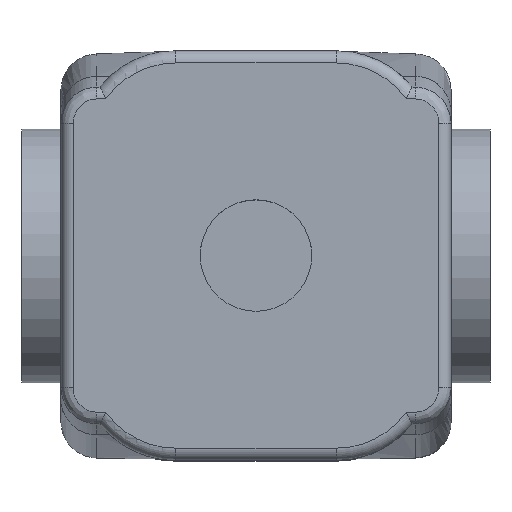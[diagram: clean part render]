
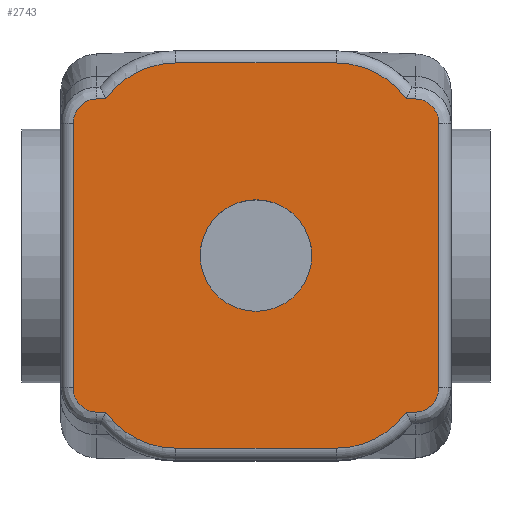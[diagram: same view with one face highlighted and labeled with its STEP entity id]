
A CAD part, top view. The second image highlights one B-rep face of the part: STEP entity #2743.
In plain terms, the highlighted planar face has unit normal (0, 0, 1).
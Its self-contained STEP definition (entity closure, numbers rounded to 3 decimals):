
#616=CARTESIAN_POINT('',(5.723,0.0,27.5));
#617=VERTEX_POINT('',#616);
#618=CARTESIAN_POINT('',(0.0,0.0,27.5));
#619=DIRECTION('',(0.0,0.0,-1.0));
#620=DIRECTION('',(1.0,0.0,0.0));
#621=AXIS2_PLACEMENT_3D('',#618,#619,#620);
#622=CIRCLE('',#621,5.723);
#623=EDGE_CURVE('',#617,#617,#622,.T.);
#1778=CARTESIAN_POINT('',(16.35,-16.061,27.5));
#1779=VERTEX_POINT('',#1778);
#1787=CARTESIAN_POINT('',(15.388,-16.061,27.5));
#1788=VERTEX_POINT('',#1787);
#1789=CARTESIAN_POINT('',(16.35,-16.061,27.5));
#1790=DIRECTION('',(-1.0,0.0,0.0));
#1791=VECTOR('',#1790,0.962);
#1792=LINE('',#1789,#1791);
#1793=EDGE_CURVE('',#1779,#1788,#1792,.T.);
#1864=CARTESIAN_POINT('',(18.75,-13.562,27.5));
#1865=VERTEX_POINT('',#1864);
#1873=CARTESIAN_POINT('',(18.75,-13.562,27.5));
#1874=CARTESIAN_POINT('',(18.75,-14.109,27.5));
#1875=CARTESIAN_POINT('',(18.453,-15.024,27.5));
#1876=CARTESIAN_POINT('',(17.449,-15.882,27.5));
#1877=CARTESIAN_POINT('',(16.715,-16.061,27.5));
#1878=CARTESIAN_POINT('',(16.35,-16.061,27.5));
#1879=B_SPLINE_CURVE_WITH_KNOTS('',3,(#1873,#1874,#1875,#1876,#1877,#1878),.UNSPECIFIED.,.F.,.U.,(4,1,1,4),(0.0,0.164,0.274,0.383),.UNSPECIFIED.);
#1880=EDGE_CURVE('',#1865,#1779,#1879,.T.);
#1892=CARTESIAN_POINT('',(18.75,13.562,27.5));
#1893=VERTEX_POINT('',#1892);
#1901=CARTESIAN_POINT('',(18.75,13.562,27.5));
#1902=DIRECTION('',(0.0,-1.0,0.0));
#1903=VECTOR('',#1902,27.124);
#1904=LINE('',#1901,#1903);
#1905=EDGE_CURVE('',#1893,#1865,#1904,.T.);
#1954=CARTESIAN_POINT('',(16.35,16.061,27.5));
#1955=VERTEX_POINT('',#1954);
#1963=CARTESIAN_POINT('',(16.35,16.061,27.5));
#1964=CARTESIAN_POINT('',(16.896,16.061,27.5));
#1965=CARTESIAN_POINT('',(18.18,15.577,27.5));
#1966=CARTESIAN_POINT('',(18.75,14.29,27.5));
#1967=CARTESIAN_POINT('',(18.75,13.562,27.5));
#1968=B_SPLINE_CURVE_WITH_KNOTS('',3,(#1963,#1964,#1965,#1966,#1967),.UNSPECIFIED.,.F.,.U.,(4,1,4),(0.0,0.164,0.382),.UNSPECIFIED.);
#1969=EDGE_CURVE('',#1955,#1893,#1968,.T.);
#1979=CARTESIAN_POINT('',(15.388,16.061,27.5));
#1980=VERTEX_POINT('',#1979);
#1981=CARTESIAN_POINT('',(15.388,16.061,27.5));
#1982=DIRECTION('',(1.0,0.0,0.0));
#1983=VECTOR('',#1982,0.962);
#1984=LINE('',#1981,#1983);
#1985=EDGE_CURVE('',#1980,#1955,#1984,.T.);
#2019=CARTESIAN_POINT('',(8.25,-19.75,27.5));
#2020=VERTEX_POINT('',#2019);
#2049=CARTESIAN_POINT('',(8.25,-11.,27.5));
#2050=DIRECTION('',(0.0,0.0,-1.));
#2051=DIRECTION('',(0.447,-0.894,0.0));
#2052=AXIS2_PLACEMENT_3D('',#2049,#2050,#2051);
#2053=CIRCLE('',#2052,8.75);
#2054=EDGE_CURVE('',#1788,#2020,#2053,.T.);
#2064=CARTESIAN_POINT('',(-8.25,-19.75,27.5));
#2065=VERTEX_POINT('',#2064);
#2082=CARTESIAN_POINT('',(8.25,-19.75,27.5));
#2083=DIRECTION('',(-1.0,0.0,0.0));
#2084=VECTOR('',#2083,16.5);
#2085=LINE('',#2082,#2084);
#2086=EDGE_CURVE('',#2020,#2065,#2085,.T.);
#2106=CARTESIAN_POINT('',(-15.388,-16.061,27.5));
#2107=VERTEX_POINT('',#2106);
#2108=CARTESIAN_POINT('',(-8.25,-11.,27.5));
#2109=DIRECTION('',(0.0,0.0,-1.));
#2110=DIRECTION('',(-0.447,-0.894,0.0));
#2111=AXIS2_PLACEMENT_3D('',#2108,#2109,#2110);
#2112=CIRCLE('',#2111,8.75);
#2113=EDGE_CURVE('',#2065,#2107,#2112,.T.);
#2149=CARTESIAN_POINT('',(-16.35,16.061,27.5));
#2150=VERTEX_POINT('',#2149);
#2158=CARTESIAN_POINT('',(-15.388,16.061,27.5));
#2159=VERTEX_POINT('',#2158);
#2160=CARTESIAN_POINT('',(-16.35,16.061,27.5));
#2161=DIRECTION('',(1.0,0.0,0.0));
#2162=VECTOR('',#2161,0.962);
#2163=LINE('',#2160,#2162);
#2164=EDGE_CURVE('',#2150,#2159,#2163,.T.);
#2197=CARTESIAN_POINT('',(8.25,19.75,27.5));
#2198=VERTEX_POINT('',#2197);
#2216=CARTESIAN_POINT('',(-8.25,19.75,27.5));
#2217=VERTEX_POINT('',#2216);
#2225=CARTESIAN_POINT('',(-8.25,19.75,27.5));
#2226=DIRECTION('',(1.0,0.0,0.0));
#2227=VECTOR('',#2226,16.5);
#2228=LINE('',#2225,#2227);
#2229=EDGE_CURVE('',#2217,#2198,#2228,.T.);
#2239=CARTESIAN_POINT('',(-8.25,11.,27.5));
#2240=DIRECTION('',(0.0,0.0,-1.));
#2241=DIRECTION('',(-0.447,0.894,0.0));
#2242=AXIS2_PLACEMENT_3D('',#2239,#2240,#2241);
#2243=CIRCLE('',#2242,8.75);
#2244=EDGE_CURVE('',#2159,#2217,#2243,.T.);
#2310=CARTESIAN_POINT('',(-18.75,13.562,27.5));
#2311=VERTEX_POINT('',#2310);
#2319=CARTESIAN_POINT('',(-18.75,13.562,27.5));
#2320=CARTESIAN_POINT('',(-18.75,14.109,27.5));
#2321=CARTESIAN_POINT('',(-18.453,15.024,27.5));
#2322=CARTESIAN_POINT('',(-17.449,15.882,27.5));
#2323=CARTESIAN_POINT('',(-16.715,16.061,27.5));
#2324=CARTESIAN_POINT('',(-16.35,16.061,27.5));
#2325=B_SPLINE_CURVE_WITH_KNOTS('',3,(#2319,#2320,#2321,#2322,#2323,#2324),.UNSPECIFIED.,.F.,.U.,(4,1,1,4),(0.0,0.164,0.274,0.383),.UNSPECIFIED.);
#2326=EDGE_CURVE('',#2311,#2150,#2325,.T.);
#2336=CARTESIAN_POINT('',(-18.75,-13.562,27.5));
#2337=VERTEX_POINT('',#2336);
#2345=CARTESIAN_POINT('',(-18.75,-13.562,27.5));
#2346=DIRECTION('',(0.0,1.0,0.0));
#2347=VECTOR('',#2346,27.124);
#2348=LINE('',#2345,#2347);
#2349=EDGE_CURVE('',#2337,#2311,#2348,.T.);
#2393=CARTESIAN_POINT('',(-16.35,-16.061,27.5));
#2394=VERTEX_POINT('',#2393);
#2402=CARTESIAN_POINT('',(-16.35,-16.061,27.5));
#2403=CARTESIAN_POINT('',(-16.896,-16.061,27.5));
#2404=CARTESIAN_POINT('',(-18.18,-15.577,27.5));
#2405=CARTESIAN_POINT('',(-18.75,-14.29,27.5));
#2406=CARTESIAN_POINT('',(-18.75,-13.562,27.5));
#2407=B_SPLINE_CURVE_WITH_KNOTS('',3,(#2402,#2403,#2404,#2405,#2406),.UNSPECIFIED.,.F.,.U.,(4,1,4),(0.0,0.164,0.382),.UNSPECIFIED.);
#2408=EDGE_CURVE('',#2394,#2337,#2407,.T.);
#2418=CARTESIAN_POINT('',(-15.388,-16.061,27.5));
#2419=DIRECTION('',(-1.0,0.0,0.0));
#2420=VECTOR('',#2419,0.962);
#2421=LINE('',#2418,#2420);
#2422=EDGE_CURVE('',#2107,#2394,#2421,.T.);
#2450=CARTESIAN_POINT('',(8.25,11.,27.5));
#2451=DIRECTION('',(0.0,0.0,-1.));
#2452=DIRECTION('',(0.447,0.894,0.0));
#2453=AXIS2_PLACEMENT_3D('',#2450,#2451,#2452);
#2454=CIRCLE('',#2453,8.75);
#2455=EDGE_CURVE('',#2198,#1980,#2454,.T.);
#2717=CARTESIAN_POINT('',(0.,0.,27.5));
#2718=DIRECTION('',(0.0,0.0,1.0));
#2719=DIRECTION('',(1.0,0.0,0.0));
#2720=AXIS2_PLACEMENT_3D('',#2717,#2718,#2719);
#2721=PLANE('',#2720);
#2722=ORIENTED_EDGE('',*,*,#2229,.F.);
#2723=ORIENTED_EDGE('',*,*,#2244,.F.);
#2724=ORIENTED_EDGE('',*,*,#2164,.F.);
#2725=ORIENTED_EDGE('',*,*,#2326,.F.);
#2726=ORIENTED_EDGE('',*,*,#2349,.F.);
#2727=ORIENTED_EDGE('',*,*,#2408,.F.);
#2728=ORIENTED_EDGE('',*,*,#2422,.F.);
#2729=ORIENTED_EDGE('',*,*,#2113,.F.);
#2730=ORIENTED_EDGE('',*,*,#2086,.F.);
#2731=ORIENTED_EDGE('',*,*,#2054,.F.);
#2732=ORIENTED_EDGE('',*,*,#1793,.F.);
#2733=ORIENTED_EDGE('',*,*,#1880,.F.);
#2734=ORIENTED_EDGE('',*,*,#1905,.F.);
#2735=ORIENTED_EDGE('',*,*,#1969,.F.);
#2736=ORIENTED_EDGE('',*,*,#1985,.F.);
#2737=ORIENTED_EDGE('',*,*,#2455,.F.);
#2738=EDGE_LOOP('',(#2722,#2723,#2724,#2725,#2726,#2727,#2728,#2729,#2730,#2731,#2732,#2733,#2734,#2735,#2736,#2737));
#2739=FACE_OUTER_BOUND('',#2738,.T.);
#2740=ORIENTED_EDGE('',*,*,#623,.T.);
#2741=EDGE_LOOP('',(#2740));
#2742=FACE_BOUND('',#2741,.T.);
#2743=ADVANCED_FACE('',(#2739,#2742),#2721,.T.);
